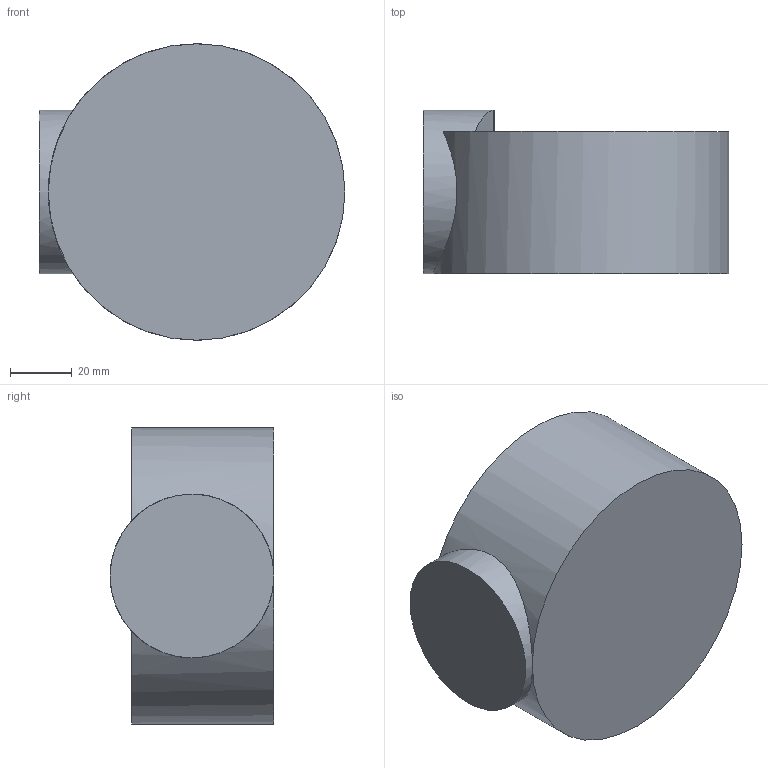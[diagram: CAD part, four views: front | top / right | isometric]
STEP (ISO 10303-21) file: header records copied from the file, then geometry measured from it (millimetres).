
FILE_DESCRIPTION(/* description */ (''),/* implementation_level */ '2;1');
FILE_NAME(/* name */ 'hip.step',/* time_stamp */ '2021-03-27T00:37:07-04:00',/* author */ ('DELL'),/* organization */ (''),/* preprocessor_version */ 'ST-DEVELOPER v18',/* originating_system */ 'Autodesk Inventor 2020',/* authorisation */ '');
FILE_SCHEMA (('AUTOMOTIVE_DESIGN { 1 0 10303 214 3 1 1 }'));
Length unit declared in the file: millimetre
Products named in the file (1): hip_right
Bounding box: 99 x 53 x 96 mm (x, y, z)
Volume: 170757.8 mm3; surface area: 39765.6 mm2
Topology: 1 solids, 1 shells, 14 faces, 34 edges, 23 vertices
Faces by surface type: plane 8, cylinder 6
Full cylindrical faces by diameter (mm): 53 x1, 63 x1, 78 x1
Entity records: 553 total; most frequent: CARTESIAN_POINT 177, DIRECTION 72, ORIENTED_EDGE 68, EDGE_CURVE 34, AXIS2_PLACEMENT_3D 30, VERTEX_POINT 23, EDGE_LOOP 15, FACE_OUTER_BOUND 14
